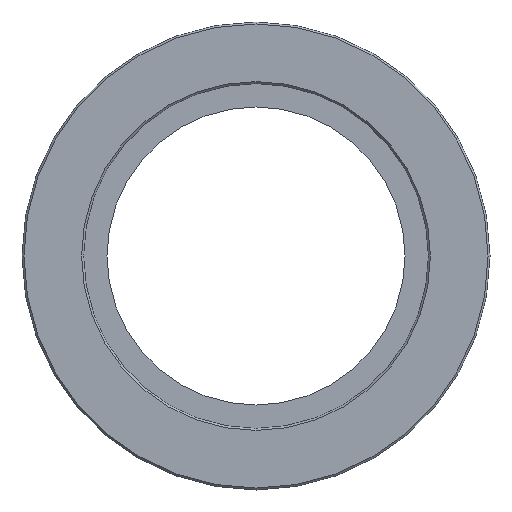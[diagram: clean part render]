
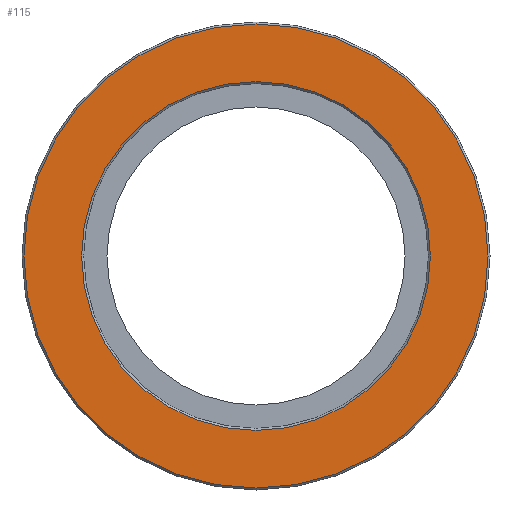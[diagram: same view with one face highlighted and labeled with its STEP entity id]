
A CAD part, front view. The second image highlights one B-rep face of the part: STEP entity #115.
In plain terms, the highlighted planar face has unit normal (0, -1, 0).
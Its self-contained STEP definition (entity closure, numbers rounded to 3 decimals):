
#77 = VERTEX_POINT ( 'NONE', #422 ) ;
#112 = EDGE_CURVE ( 'NONE', #284, #260, #324, .T. ) ;
#114 = EDGE_LOOP ( 'NONE', ( #118, #182 ) ) ;
#115 = ADVANCED_FACE ( 'NONE', ( #525, #323 ), #524, .F. ) ;
#117 = ORIENTED_EDGE ( 'NONE', *, *, #254, .T. ) ;
#118 = ORIENTED_EDGE ( 'NONE', *, *, #112, .T. ) ;
#144 = ORIENTED_EDGE ( 'NONE', *, *, #147, .T. ) ;
#147 = EDGE_CURVE ( 'NONE', #193, #77, #543, .T. ) ;
#151 = EDGE_LOOP ( 'NONE', ( #117, #144 ) ) ;
#182 = ORIENTED_EDGE ( 'NONE', *, *, #282, .T. ) ;
#193 = VERTEX_POINT ( 'NONE', #734 ) ;
#254 = EDGE_CURVE ( 'NONE', #77, #193, #621, .T. ) ;
#260 = VERTEX_POINT ( 'NONE', #617 ) ;
#282 = EDGE_CURVE ( 'NONE', #260, #284, #786, .T. ) ;
#284 = VERTEX_POINT ( 'NONE', #766 ) ;
#323 = FACE_OUTER_BOUND ( 'NONE', #114, .T. ) ;
#324 = CIRCLE ( 'NONE', #346, 47.1 ) ;
#346 = AXIS2_PLACEMENT_3D ( 'NONE', #530, #522, #521 ) ;
#348 = CARTESIAN_POINT ( 'NONE',  ( -35., 0., 0. ) ) ;
#422 = CARTESIAN_POINT ( 'NONE',  ( 0., 0., -35.4 ) ) ;
#513 = DIRECTION ( 'NONE',  ( 0., 0., 1. ) ) ;
#514 = DIRECTION ( 'NONE',  ( 0., 1., 0. ) ) ;
#521 = DIRECTION ( 'NONE',  ( 0., 0., 1. ) ) ;
#522 = DIRECTION ( 'NONE',  ( 0., -1., 0. ) ) ;
#524 = PLANE ( 'NONE',  #529 ) ;
#525 = FACE_BOUND ( 'NONE', #151, .T. ) ;
#529 = AXIS2_PLACEMENT_3D ( 'NONE', #348, #514, #513 ) ;
#530 = CARTESIAN_POINT ( 'NONE',  ( 0., 0., 0. ) ) ;
#543 = CIRCLE ( 'NONE', #580, 35.4 ) ;
#577 = DIRECTION ( 'NONE',  ( 0., 0., 1. ) ) ;
#578 = DIRECTION ( 'NONE',  ( 0., 1., 0. ) ) ;
#579 = CARTESIAN_POINT ( 'NONE',  ( 0., 0., 0. ) ) ;
#580 = AXIS2_PLACEMENT_3D ( 'NONE', #579, #578, #577 ) ;
#614 = DIRECTION ( 'NONE',  ( 0., 0., 1. ) ) ;
#615 = AXIS2_PLACEMENT_3D ( 'NONE', #626, #654, #614 ) ;
#617 = CARTESIAN_POINT ( 'NONE',  ( 0., 0., -47.1 ) ) ;
#621 = CIRCLE ( 'NONE', #615, 35.4 ) ;
#626 = CARTESIAN_POINT ( 'NONE',  ( 0., 0., 0. ) ) ;
#654 = DIRECTION ( 'NONE',  ( 0., 1., 0. ) ) ;
#734 = CARTESIAN_POINT ( 'NONE',  ( 0., 0., 35.4 ) ) ;
#765 = CARTESIAN_POINT ( 'NONE',  ( 0., 0., 0. ) ) ;
#766 = CARTESIAN_POINT ( 'NONE',  ( 0., 0., 47.1 ) ) ;
#783 = DIRECTION ( 'NONE',  ( 0., 0., 1. ) ) ;
#784 = DIRECTION ( 'NONE',  ( 0., -1., 0. ) ) ;
#785 = AXIS2_PLACEMENT_3D ( 'NONE', #765, #784, #783 ) ;
#786 = CIRCLE ( 'NONE', #785, 47.1 ) ;
